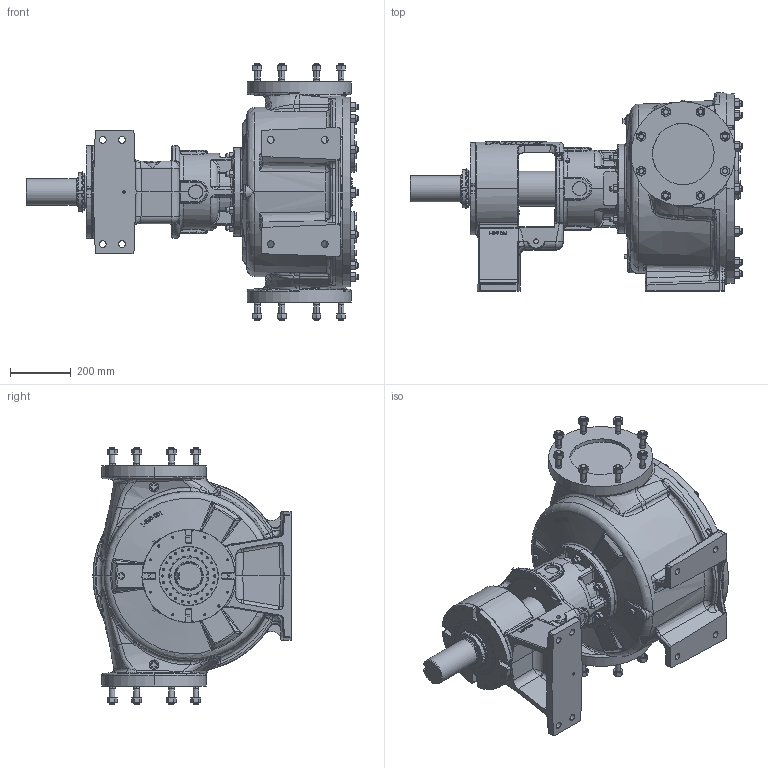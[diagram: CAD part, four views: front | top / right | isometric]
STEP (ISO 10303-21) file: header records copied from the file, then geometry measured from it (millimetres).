
FILE_DESCRIPTION (( 'STEP AP214' ), '1' );
FILE_NAME ('R323A.STEP', '2016-08-09T19:11:37', ( '' ), ( '' ), 'SwSTEP 2.0', 'SolidWorks 2015', '' );
FILE_SCHEMA (( 'AUTOMOTIVE_DESIGN' ));
Length unit declared in the file: inch
Products named in the file (2): R323A
Bounding box: 1092.2 x 651.86 x 844.3 mm (x, y, z)
Volume: 142286636.8 mm3; surface area: 3060408.9 mm2
Topology: 1 solids, 1 shells, 4550 faces, 10942 edges, 6594 vertices
Faces by surface type: plane 1893, cone 1010, cylinder 789, bspline 627, torus 167, sphere 64
Entity records: 269172 total; most frequent: CARTESIAN_POINT 140299, ORIENTED_EDGE 21628, DIRECTION 18543, EDGE_CURVE 10814, AXIS2_PLACEMENT_3D 7243, VERTEX_POINT 6594, EDGE_LOOP 4910, FACE_OUTER_BOUND 4550
